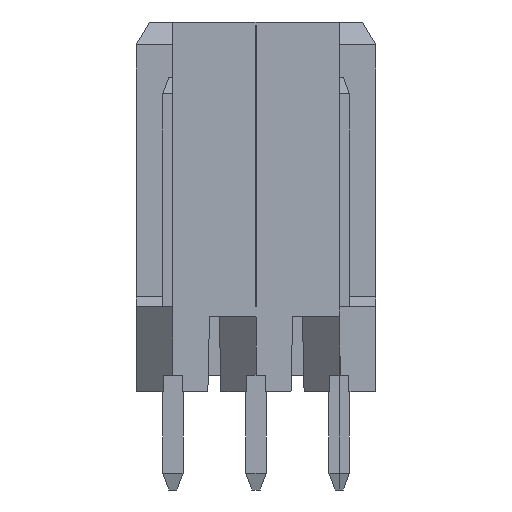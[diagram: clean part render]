
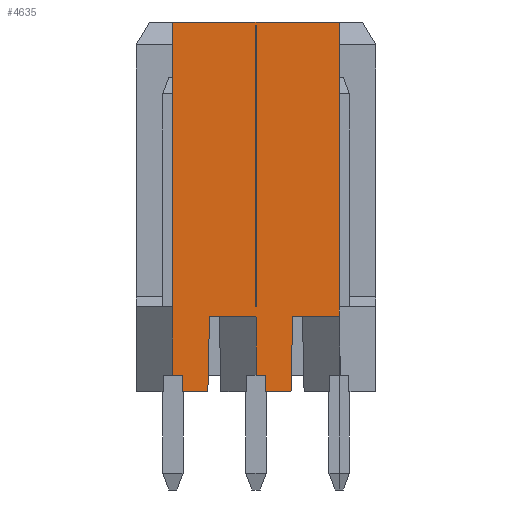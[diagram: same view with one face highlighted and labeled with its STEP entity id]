
A CAD part, front view. The second image highlights one B-rep face of the part: STEP entity #4635.
In plain terms, the highlighted face is planar.
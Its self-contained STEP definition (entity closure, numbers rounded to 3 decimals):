
#568=ORIENTED_EDGE('',*,*,#1161,.F.);
#569=ORIENTED_EDGE('',*,*,#1335,.F.);
#570=ORIENTED_EDGE('',*,*,#1336,.T.);
#571=ORIENTED_EDGE('',*,*,#1337,.T.);
#572=ORIENTED_EDGE('',*,*,#1338,.T.);
#573=ORIENTED_EDGE('',*,*,#1015,.T.);
#574=ORIENTED_EDGE('',*,*,#1339,.F.);
#575=ORIENTED_EDGE('',*,*,#1314,.F.);
#576=ORIENTED_EDGE('',*,*,#1077,.F.);
#577=ORIENTED_EDGE('',*,*,#1149,.T.);
#578=ORIENTED_EDGE('',*,*,#1148,.F.);
#579=ORIENTED_EDGE('',*,*,#1087,.F.);
#580=ORIENTED_EDGE('',*,*,#1094,.T.);
#581=ORIENTED_EDGE('',*,*,#1184,.T.);
#582=ORIENTED_EDGE('',*,*,#1326,.F.);
#583=ORIENTED_EDGE('',*,*,#1234,.F.);
#584=ORIENTED_EDGE('',*,*,#1334,.T.);
#585=ORIENTED_EDGE('',*,*,#1333,.F.);
#586=ORIENTED_EDGE('',*,*,#1244,.F.);
#587=ORIENTED_EDGE('',*,*,#1250,.T.);
#588=ORIENTED_EDGE('',*,*,#1188,.T.);
#589=ORIENTED_EDGE('',*,*,#1340,.T.);
#590=ORIENTED_EDGE('',*,*,#1341,.F.);
#591=ORIENTED_EDGE('',*,*,#1342,.F.);
#592=ORIENTED_EDGE('',*,*,#1343,.F.);
#1015=EDGE_CURVE('',#1507,#1508,#1826,.T.);
#1077=EDGE_CURVE('',#1555,#1556,#1887,.T.);
#1087=EDGE_CURVE('',#1564,#1565,#1897,.T.);
#1094=EDGE_CURVE('',#1564,#1570,#1904,.T.);
#1148=EDGE_CURVE('',#1565,#1606,#1958,.T.);
#1149=EDGE_CURVE('',#1555,#1606,#1959,.T.);
#1161=EDGE_CURVE('',#1613,#1614,#1971,.T.);
#1184=EDGE_CURVE('',#1570,#1624,#1993,.T.);
#1188=EDGE_CURVE('',#1629,#1628,#1997,.T.);
#1234=EDGE_CURVE('',#1666,#1667,#2043,.T.);
#1244=EDGE_CURVE('',#1675,#1676,#2053,.T.);
#1250=EDGE_CURVE('',#1675,#1629,#2059,.T.);
#1314=EDGE_CURVE('',#1556,#1715,#2123,.T.);
#1326=EDGE_CURVE('',#1667,#1624,#2135,.T.);
#1333=EDGE_CURVE('',#1676,#1726,#2142,.T.);
#1334=EDGE_CURVE('',#1666,#1726,#2143,.T.);
#1335=EDGE_CURVE('',#1727,#1613,#2144,.T.);
#1336=EDGE_CURVE('',#1727,#1728,#2145,.T.);
#1337=EDGE_CURVE('',#1728,#1614,#2146,.T.);
#1338=EDGE_CURVE('',#1729,#1507,#2147,.T.);
#1339=EDGE_CURVE('',#1715,#1508,#2148,.T.);
#1340=EDGE_CURVE('',#1628,#1730,#2149,.T.);
#1341=EDGE_CURVE('',#1731,#1730,#2150,.T.);
#1342=EDGE_CURVE('',#1732,#1731,#2151,.T.);
#1343=EDGE_CURVE('',#1729,#1732,#2152,.T.);
#1507=VERTEX_POINT('',#5737);
#1508=VERTEX_POINT('',#5738);
#1555=VERTEX_POINT('',#5867);
#1556=VERTEX_POINT('',#5868);
#1564=VERTEX_POINT('',#5887);
#1565=VERTEX_POINT('',#5889);
#1570=VERTEX_POINT('',#5901);
#1606=VERTEX_POINT('',#6007);
#1613=VERTEX_POINT('',#6033);
#1614=VERTEX_POINT('',#6035);
#1624=VERTEX_POINT('',#6077);
#1628=VERTEX_POINT('',#6086);
#1629=VERTEX_POINT('',#6088);
#1666=VERTEX_POINT('',#6183);
#1667=VERTEX_POINT('',#6184);
#1675=VERTEX_POINT('',#6203);
#1676=VERTEX_POINT('',#6205);
#1715=VERTEX_POINT('',#6342);
#1726=VERTEX_POINT('',#6372);
#1727=VERTEX_POINT('',#6378);
#1728=VERTEX_POINT('',#6380);
#1729=VERTEX_POINT('',#6383);
#1730=VERTEX_POINT('',#6386);
#1731=VERTEX_POINT('',#6388);
#1732=VERTEX_POINT('',#6390);
#1826=LINE('',#5736,#2314);
#1887=LINE('',#5866,#2375);
#1897=LINE('',#5888,#2385);
#1904=LINE('',#5902,#2392);
#1958=LINE('',#6009,#2446);
#1959=LINE('',#6011,#2447);
#1971=LINE('',#6034,#2459);
#1993=LINE('',#6078,#2481);
#1997=LINE('',#6087,#2485);
#2043=LINE('',#6182,#2531);
#2053=LINE('',#6204,#2541);
#2059=LINE('',#6215,#2547);
#2123=LINE('',#6341,#2611);
#2135=LINE('',#6360,#2623);
#2142=LINE('',#6373,#2630);
#2143=LINE('',#6375,#2631);
#2144=LINE('',#6377,#2632);
#2145=LINE('',#6379,#2633);
#2146=LINE('',#6381,#2634);
#2147=LINE('',#6382,#2635);
#2148=LINE('',#6384,#2636);
#2149=LINE('',#6385,#2637);
#2150=LINE('',#6387,#2638);
#2151=LINE('',#6389,#2639);
#2152=LINE('',#6391,#2640);
#2314=VECTOR('',#4894,1000.);
#2375=VECTOR('',#4997,1000.);
#2385=VECTOR('',#5011,1000.);
#2392=VECTOR('',#5020,1000.);
#2446=VECTOR('',#5108,1000.);
#2447=VECTOR('',#5111,1000.);
#2459=VECTOR('',#5131,1000.);
#2481=VECTOR('',#5175,1000.);
#2485=VECTOR('',#5181,1000.);
#2531=VECTOR('',#5251,1000.);
#2541=VECTOR('',#5265,1000.);
#2547=VECTOR('',#5273,1000.);
#2611=VECTOR('',#5391,1000.);
#2623=VECTOR('',#5403,1000.);
#2630=VECTOR('',#5412,1000.);
#2631=VECTOR('',#5415,1000.);
#2632=VECTOR('',#5418,1000.);
#2633=VECTOR('',#5419,1000.);
#2634=VECTOR('',#5420,1000.);
#2635=VECTOR('',#5421,1000.);
#2636=VECTOR('',#5422,1000.);
#2637=VECTOR('',#5423,1000.);
#2638=VECTOR('',#5424,1000.);
#2639=VECTOR('',#5425,1000.);
#2640=VECTOR('',#5426,1000.);
#2905=EDGE_LOOP('',(#568,#569,#570,#571));
#2906=EDGE_LOOP('',(#572,#573,#574,#575,#576,#577,#578,#579,#580,#581,#582,
#583,#584,#585,#586,#587,#588,#589,#590,#591,#592));
#3082=FACE_BOUND('',#2905,.T.);
#3083=FACE_BOUND('',#2906,.T.);
#3257=PLANE('',#4816);
#4635=ADVANCED_FACE('',(#3082,#3083),#3257,.T.);
#4816=AXIS2_PLACEMENT_3D('',#6376,#5416,#5417);
#4894=DIRECTION('',(0.,-1.,0.));
#4997=DIRECTION('',(0.,1.,0.));
#5011=DIRECTION('',(0.,0.,-1.));
#5020=DIRECTION('',(0.,-1.,0.022));
#5108=DIRECTION('',(0.,-1.,-0.022));
#5111=DIRECTION('',(0.,0.,1.));
#5131=DIRECTION('',(0.,-1.,0.));
#5175=DIRECTION('',(0.,-1.,0.));
#5181=DIRECTION('',(0.,1.,0.));
#5251=DIRECTION('',(0.,1.,0.));
#5265=DIRECTION('',(0.,0.,-1.));
#5273=DIRECTION('',(0.,-1.,0.022));
#5391=DIRECTION('',(0.,0.,-1.));
#5403=DIRECTION('',(0.,0.,-1.));
#5412=DIRECTION('',(0.,-1.,-0.022));
#5415=DIRECTION('',(0.,0.,1.));
#5416=DIRECTION('',(-1.,0.,0.));
#5417=DIRECTION('',(0.,-1.,0.));
#5418=DIRECTION('',(0.,0.,-1.));
#5419=DIRECTION('',(0.,-1.,0.));
#5420=DIRECTION('',(0.,0.,-1.));
#5421=DIRECTION('',(0.,0.,-1.));
#5422=DIRECTION('',(0.,1.,0.));
#5423=DIRECTION('',(0.,0.,-1.));
#5424=DIRECTION('',(0.,-1.,0.));
#5425=DIRECTION('',(0.,0.,-1.));
#5426=DIRECTION('',(0.,-1.,0.));
#5736=CARTESIAN_POINT('',(-5.,0.,-2.839));
#5737=CARTESIAN_POINT('',(-5.,11.296,-2.839));
#5738=CARTESIAN_POINT('',(-5.,2.6,-2.839));
#5866=CARTESIAN_POINT('',(-5.,0.,-2.54));
#5867=CARTESIAN_POINT('',(-5.,0.,-2.54));
#5868=CARTESIAN_POINT('',(-5.,0.5,-2.54));
#5887=CARTESIAN_POINT('',(-5.,2.3,-0.3));
#5888=CARTESIAN_POINT('',(-5.,2.3,-6.5));
#5889=CARTESIAN_POINT('',(-5.,2.3,-1.72));
#5901=CARTESIAN_POINT('',(-5.,2.265,-0.299));
#5902=CARTESIAN_POINT('',(-5.,0.,-0.25));
#6007=CARTESIAN_POINT('',(-5.,0.,-1.77));
#6009=CARTESIAN_POINT('',(-5.,0.,-1.77));
#6011=CARTESIAN_POINT('',(-5.,0.,-3.96));
#6033=CARTESIAN_POINT('',(-5.,11.196,-0.3));
#6034=CARTESIAN_POINT('',(-5.,0.,-0.3));
#6035=CARTESIAN_POINT('',(-5.,2.6,-0.3));
#6077=CARTESIAN_POINT('',(-5.,0.5,-0.299));
#6078=CARTESIAN_POINT('',(-5.,0.,-0.299));
#6086=CARTESIAN_POINT('',(-5.,2.6,2.241));
#6087=CARTESIAN_POINT('',(-5.,0.,2.241));
#6088=CARTESIAN_POINT('',(-5.,2.265,2.241));
#6182=CARTESIAN_POINT('',(-5.,0.,0.));
#6183=CARTESIAN_POINT('',(-5.,0.,0.));
#6184=CARTESIAN_POINT('',(-5.,0.5,0.));
#6203=CARTESIAN_POINT('',(-5.,2.3,2.24));
#6204=CARTESIAN_POINT('',(-5.,2.3,-3.96));
#6205=CARTESIAN_POINT('',(-5.,2.3,0.82));
#6215=CARTESIAN_POINT('',(-5.,0.,2.29));
#6341=CARTESIAN_POINT('',(-5.,0.5,-3.96));
#6342=CARTESIAN_POINT('',(-5.,0.5,-2.839));
#6360=CARTESIAN_POINT('',(-5.,0.5,-1.42));
#6372=CARTESIAN_POINT('',(-5.,0.,0.77));
#6373=CARTESIAN_POINT('',(-5.,0.,0.77));
#6375=CARTESIAN_POINT('',(-5.,0.,-1.42));
#6376=CARTESIAN_POINT('',(-5.,0.,3.36));
#6377=CARTESIAN_POINT('',(-5.,11.196,2.241));
#6378=CARTESIAN_POINT('',(-5.,11.196,-0.299));
#6379=CARTESIAN_POINT('',(-5.,0.,-0.299));
#6380=CARTESIAN_POINT('',(-5.,2.6,-0.299));
#6381=CARTESIAN_POINT('',(-5.,2.6,-3.96));
#6382=CARTESIAN_POINT('',(-5.,11.296,2.241));
#6383=CARTESIAN_POINT('',(-5.,11.296,2.241));
#6384=CARTESIAN_POINT('',(-5.,0.,-2.839));
#6385=CARTESIAN_POINT('',(-5.,2.6,-1.42));
#6386=CARTESIAN_POINT('',(-5.,2.6,2.24));
#6387=CARTESIAN_POINT('',(-5.,0.,2.24));
#6388=CARTESIAN_POINT('',(-5.,11.196,2.24));
#6389=CARTESIAN_POINT('',(-5.,11.196,2.241));
#6390=CARTESIAN_POINT('',(-5.,11.196,2.241));
#6391=CARTESIAN_POINT('',(-5.,11.296,2.241));
